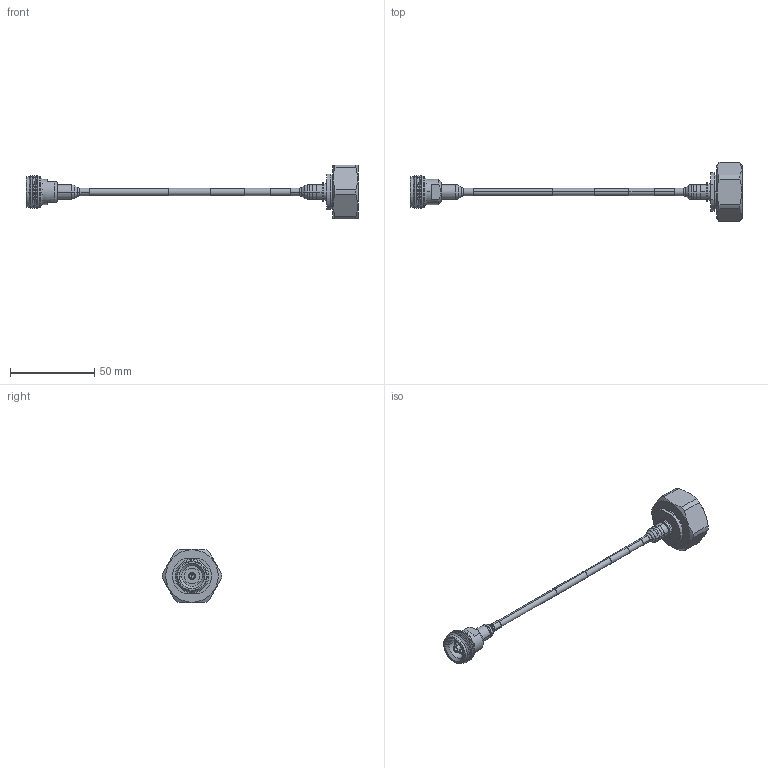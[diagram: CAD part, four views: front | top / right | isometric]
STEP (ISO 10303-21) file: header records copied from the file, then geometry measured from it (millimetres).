
FILE_DESCRIPTION (( 'STEP AP214' ), '1' );
FILE_NAME ('FMCA2468_3D.step', '2024-07-18T18:15:56', ( '' ), ( '' ), 'SwSTEP 2.0', 'SolidWorks 2022', '' );
FILE_SCHEMA (( 'AUTOMOTIVE_DESIGN' ));
Length unit declared in the file: inch
Products named in the file (5): Copy of TFT-402-LF^FMCA2468_LABEL PE+FM; Copy of TFT-402-MA1^FMCA2468_1.5; Copy of TC-402-716M-LP-PE^FMCA2468; FMCA2468_3D; Copy of TC-402-4195F-LP-PE^FMCA2468
Assembly tree (5 placements, depth 2):
  FMCA2468_3D
    Copy of TFT-402-LF^FMCA2468_LABEL PE+FM
    Copy of TFT-402-MA1^FMCA2468_1.5  x2
    Copy of TC-402-4195F-LP-PE^FMCA2468
    Copy of TC-402-716M-LP-PE^FMCA2468
Bounding box: 197.51 x 35.23 x 31.86 mm (x, y, z)
Volume: 17069 mm3; surface area: 12362.7 mm2
Topology: 6 solids, 6 shells, 260 faces, 570 edges, 339 vertices
Faces by surface type: cylinder 94, cone 74, plane 60, torus 22, bspline 10
Entity records: 7615 total; most frequent: CARTESIAN_POINT 1967, DIRECTION 1204, ORIENTED_EDGE 1048, EDGE_CURVE 524, AXIS2_PLACEMENT_3D 498, VERTEX_POINT 315, EDGE_LOOP 263, CIRCLE 262
